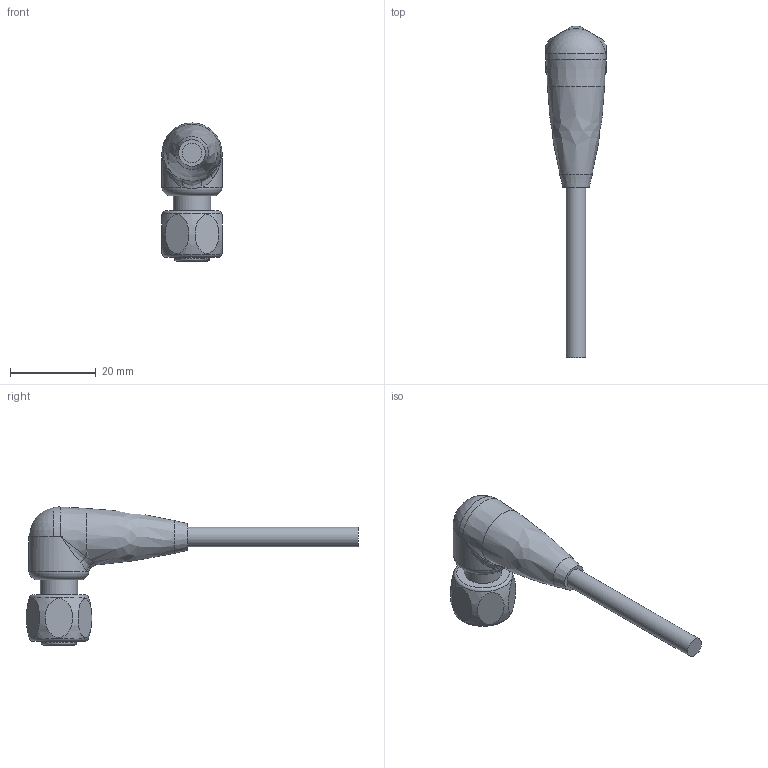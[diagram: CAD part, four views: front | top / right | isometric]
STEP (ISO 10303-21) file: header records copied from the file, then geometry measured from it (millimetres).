
FILE_DESCRIPTION(/* description */ (''),/* implementation_level */ '2;1');
FILE_NAME(/* name */ '8058614_Verbindungsleitung.stp',/* time_stamp */ '2016-05-20T14:20:23+02:00',/* author */ (''),/* organization */ (''),/* preprocessor_version */ 'ST-DEVELOPER v16',/* originating_system */ 'SIEMENS PLM Software NX 10.0',/* authorisation */ '');
FILE_SCHEMA (('AUTOMOTIVE_DESIGN { 1 0 10303 214 3 1 1 1 }'));
Length unit declared in the file: millimetre
Products named in the file (1): t.he1E582C46h5tl
Bounding box: 14 x 77.41 x 32.19 mm (x, y, z)
Volume: 0 mm3; surface area: 3469.1 mm2
Topology: 1 solids, 2 shells, 90 faces, 205 edges, 135 vertices
Faces by surface type: plane 35, cylinder 32, bspline 8, cone 8, torus 6, sphere 1
Full cylindrical faces by diameter (mm): 1.15 x4, 4.6 x1, 8.7 x1, 10.95 x2
Entity records: 2726 total; most frequent: CARTESIAN_POINT 792, DIRECTION 414, ORIENTED_EDGE 344, AXIS2_PLACEMENT_3D 179, EDGE_CURVE 172, EDGE_LOOP 131, VERTEX_POINT 125, CIRCLE 96
